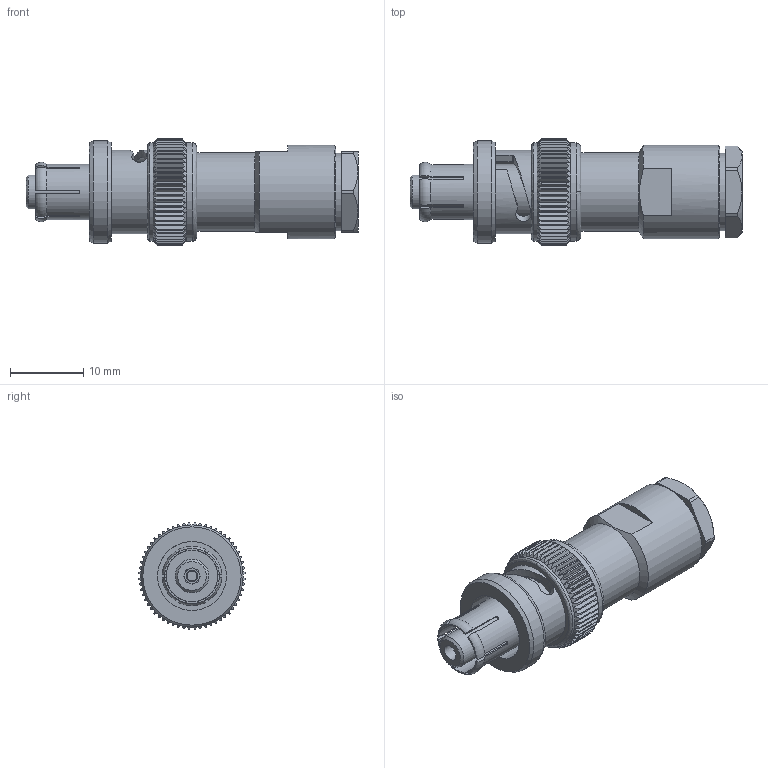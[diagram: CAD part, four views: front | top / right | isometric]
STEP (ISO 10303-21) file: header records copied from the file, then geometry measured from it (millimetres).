
FILE_DESCRIPTION (( 'STEP AP203' ), '1' );
FILE_NAME ('PE4316_3D.step', '2022-07-07T23:39:09', ( '' ), ( '' ), 'SwSTEP 2.0', 'SolidWorks 2021', '' );
FILE_SCHEMA (( 'CONFIG_CONTROL_DESIGN' ));
Length unit declared in the file: inch
Products named in the file (1): PE4316_3D
Bounding box: 45.21 x 14.47 x 14.47 mm (x, y, z)
Volume: 3115.9 mm3; surface area: 4503.5 mm2
Topology: 1 solids, 1 shells, 330 faces, 899 edges, 594 vertices
Faces by surface type: plane 190, cylinder 106, cone 18, bspline 9, torus 7
Full cylindrical faces by diameter (mm): 0.889 x1, 0.914 x1, 1.321 x1, 1.524 x1, 1.61 x1, 1.778 x1, 2.083 x2, 2.184 x1, 3.099 x1, 3.454 x1, 4.013 x1, 4.595 x1, 5.7 x1, 7.057 x1, 7.112 x1, 7.501 x1, 9.395 x1, 9.906 x1, 10.058 x1, 10.296 x1, 10.545 x1, 10.697 x1, 11.395 x1, 12.735 x1, 13.38 x1, 13.424 x1, 13.922 x1
Entity records: 11977 total; most frequent: CARTESIAN_POINT 4220, ORIENTED_EDGE 1688, DIRECTION 1418, EDGE_CURVE 844, VERTEX_POINT 582, AXIS2_PLACEMENT_3D 566, EDGE_LOOP 400, FACE_OUTER_BOUND 359
